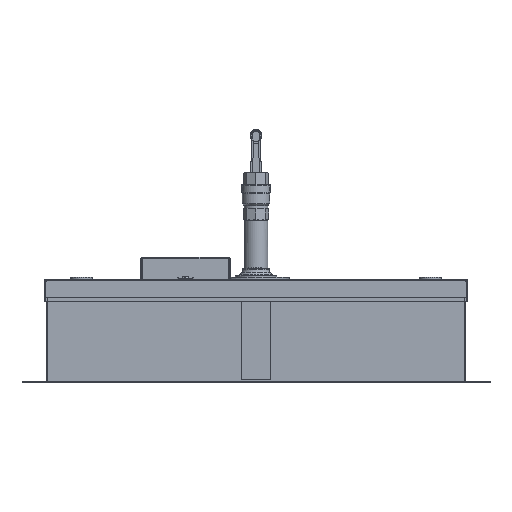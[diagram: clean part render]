
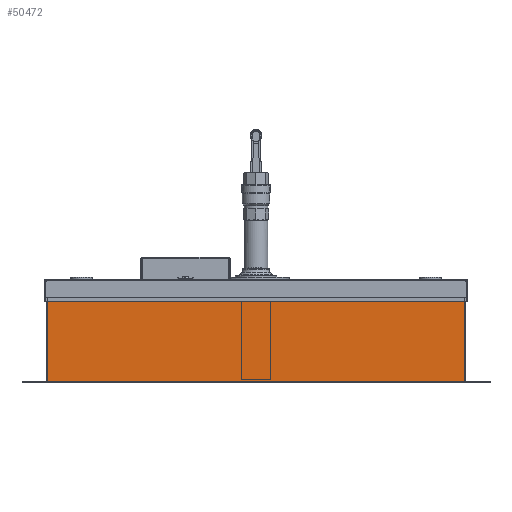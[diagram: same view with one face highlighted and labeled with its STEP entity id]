
A CAD part, left-side view. The second image highlights one B-rep face of the part: STEP entity #50472.
In plain terms, the highlighted planar face has unit normal (-1, 0, 0).
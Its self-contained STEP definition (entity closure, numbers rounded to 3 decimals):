
#5169=PLANE('',#54126);
#9443=LINE('',#91595,#14442);
#9444=LINE('',#91598,#14443);
#9445=LINE('',#91600,#14444);
#9446=LINE('',#91601,#14445);
#14442=VECTOR('',#64403,10.);
#14443=VECTOR('',#64406,10.);
#14444=VECTOR('',#64407,10.);
#14445=VECTOR('',#64408,10.);
#17497=FACE_OUTER_BOUND('',#20278,.T.);
#20278=EDGE_LOOP('',(#44022,#44023,#44024,#44025));
#23593=VERTEX_POINT('',#82512);
#26397=VERTEX_POINT('',#91593);
#26398=VERTEX_POINT('',#91597);
#26399=VERTEX_POINT('',#91599);
#32610=EDGE_CURVE('',#23593,#26397,#9443,.T.);
#32611=EDGE_CURVE('',#26398,#26397,#9444,.T.);
#32612=EDGE_CURVE('',#23593,#26399,#9445,.T.);
#32613=EDGE_CURVE('',#26398,#26399,#9446,.T.);
#44022=ORIENTED_EDGE('',*,*,#32611,.T.);
#44023=ORIENTED_EDGE('',*,*,#32610,.F.);
#44024=ORIENTED_EDGE('',*,*,#32612,.T.);
#44025=ORIENTED_EDGE('',*,*,#32613,.F.);
#50472=ADVANCED_FACE('',(#17497),#5169,.F.);
#54126=AXIS2_PLACEMENT_3D('',#91596,#64404,#64405);
#64403=DIRECTION('',(0.,-1.,0.));
#64404=DIRECTION('center_axis',(1.,0.,0.));
#64405=DIRECTION('ref_axis',(0.,1.,0.));
#64406=DIRECTION('',(0.,0.,1.));
#64407=DIRECTION('',(0.,0.,-1.));
#64408=DIRECTION('',(0.,1.,0.));
#82512=CARTESIAN_POINT('',(-352.5,280.7,113.));
#91593=CARTESIAN_POINT('',(-352.5,-280.7,113.));
#91595=CARTESIAN_POINT('',(-352.5,280.7,113.));
#91596=CARTESIAN_POINT('Origin',(-352.5,-141.25,56.5));
#91597=CARTESIAN_POINT('',(-352.5,-280.7,0.));
#91598=CARTESIAN_POINT('',(-352.5,-280.7,28.25));
#91599=CARTESIAN_POINT('',(-352.5,280.7,0.));
#91600=CARTESIAN_POINT('',(-352.5,280.7,56.5));
#91601=CARTESIAN_POINT('',(-352.5,-70.625,0.));
